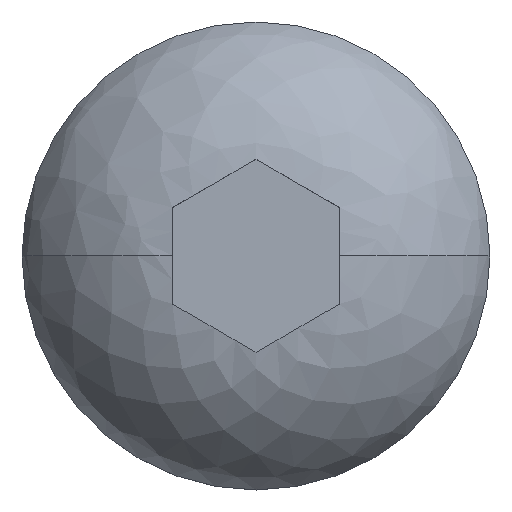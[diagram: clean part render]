
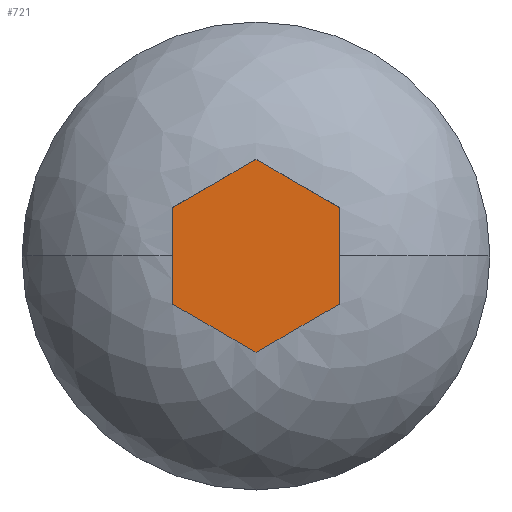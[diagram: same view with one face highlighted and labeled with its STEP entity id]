
A CAD part, top view. The second image highlights one B-rep face of the part: STEP entity #721.
In plain terms, the highlighted planar face has unit normal (0, 0, 1).
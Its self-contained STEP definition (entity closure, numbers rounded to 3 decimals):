
#49 = DIRECTION ( 'NONE',  ( 0., -1., 0. ) ) ;
#50 = VECTOR ( 'NONE', #49, 1000. ) ;
#51 = CARTESIAN_POINT ( 'NONE',  ( -2.5, 0., 1. ) ) ;
#52 = LINE ( 'NONE', #51, #50 ) ;
#54 = CARTESIAN_POINT ( 'NONE',  ( -2.5, -1.443, 1. ) ) ;
#66 = CARTESIAN_POINT ( 'NONE',  ( -2.5, 1.443, 1. ) ) ;
#116 = CARTESIAN_POINT ( 'NONE',  ( 2.5, 1.443, 1. ) ) ;
#669 = VERTEX_POINT ( 'NONE', #54 ) ;
#671 = EDGE_CURVE ( 'NONE', #672, #669, #52, .T. ) ;
#672 = VERTEX_POINT ( 'NONE', #66 ) ;
#685 = VERTEX_POINT ( 'NONE', #116 ) ;
#714 = EDGE_CURVE ( 'NONE', #715, #685, #2863, .T. ) ;
#715 = VERTEX_POINT ( 'NONE', #2758 ) ;
#721 = ADVANCED_FACE ( 'NONE', ( #2841 ), #2800, .T. ) ;
#722 = EDGE_LOOP ( 'NONE', ( #723, #752, #753, #756, #727, #728 ) ) ;
#723 = ORIENTED_EDGE ( 'NONE', *, *, #724, .T. ) ;
#724 = EDGE_CURVE ( 'NONE', #725, #715, #2801, .T. ) ;
#725 = VERTEX_POINT ( 'NONE', #2836 ) ;
#726 = EDGE_CURVE ( 'NONE', #755, #672, #2835, .T. ) ;
#727 = ORIENTED_EDGE ( 'NONE', *, *, #671, .T. ) ;
#728 = ORIENTED_EDGE ( 'NONE', *, *, #729, .T. ) ;
#729 = EDGE_CURVE ( 'NONE', #669, #725, #2860, .T. ) ;
#752 = ORIENTED_EDGE ( 'NONE', *, *, #714, .T. ) ;
#753 = ORIENTED_EDGE ( 'NONE', *, *, #754, .T. ) ;
#754 = EDGE_CURVE ( 'NONE', #685, #755, #2850, .T. ) ;
#755 = VERTEX_POINT ( 'NONE', #2832 ) ;
#756 = ORIENTED_EDGE ( 'NONE', *, *, #726, .T. ) ;
#2758 = CARTESIAN_POINT ( 'NONE',  ( 2.5, -1.443, 1. ) ) ;
#2759 = DIRECTION ( 'NONE',  ( 0., 1., 0. ) ) ;
#2760 = VECTOR ( 'NONE', #2759, 1000. ) ;
#2796 = DIRECTION ( 'NONE',  ( 1., 0., 0. ) ) ;
#2797 = DIRECTION ( 'NONE',  ( 0., 0., 1. ) ) ;
#2798 = CARTESIAN_POINT ( 'NONE',  ( -2.5, -2.887, 1. ) ) ;
#2799 = AXIS2_PLACEMENT_3D ( 'NONE', #2798, #2797, #2796 ) ;
#2800 = PLANE ( 'NONE',  #2799 ) ;
#2801 = LINE ( 'NONE', #2839, #2838 ) ;
#2832 = CARTESIAN_POINT ( 'NONE',  ( 0., 2.887, 1. ) ) ;
#2833 = VECTOR ( 'NONE', #2861, 1000. ) ;
#2834 = CARTESIAN_POINT ( 'NONE',  ( -1.25, 2.165, 1. ) ) ;
#2835 = LINE ( 'NONE', #2834, #2833 ) ;
#2836 = CARTESIAN_POINT ( 'NONE',  ( 0., -2.887, 1. ) ) ;
#2837 = DIRECTION ( 'NONE',  ( 0.866, 0.5, 0. ) ) ;
#2838 = VECTOR ( 'NONE', #2837, 1000. ) ;
#2839 = CARTESIAN_POINT ( 'NONE',  ( 1.25, -2.165, 1. ) ) ;
#2841 = FACE_OUTER_BOUND ( 'NONE', #722, .T. ) ;
#2847 = DIRECTION ( 'NONE',  ( -0.866, 0.5, 0. ) ) ;
#2848 = VECTOR ( 'NONE', #2847, 1000. ) ;
#2849 = CARTESIAN_POINT ( 'NONE',  ( 1.25, 2.165, 1. ) ) ;
#2850 = LINE ( 'NONE', #2849, #2848 ) ;
#2857 = DIRECTION ( 'NONE',  ( 0.866, -0.5, 0. ) ) ;
#2858 = VECTOR ( 'NONE', #2857, 1000. ) ;
#2859 = CARTESIAN_POINT ( 'NONE',  ( -1.25, -2.165, 1. ) ) ;
#2860 = LINE ( 'NONE', #2859, #2858 ) ;
#2861 = DIRECTION ( 'NONE',  ( -0.866, -0.5, 0. ) ) ;
#2862 = CARTESIAN_POINT ( 'NONE',  ( 2.5, 0., 1. ) ) ;
#2863 = LINE ( 'NONE', #2862, #2760 ) ;
